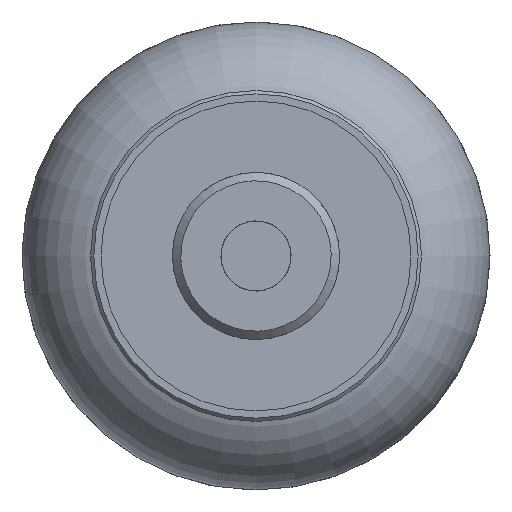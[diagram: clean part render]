
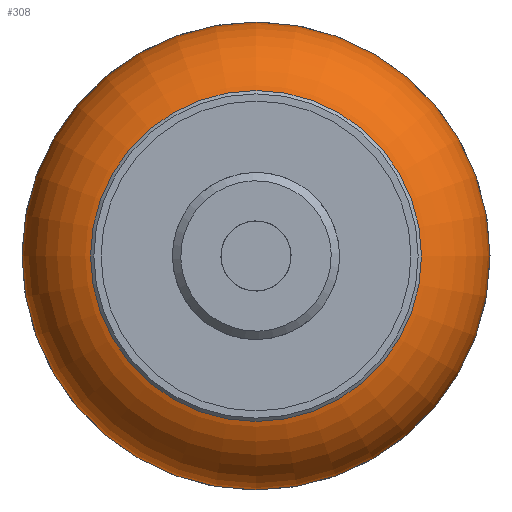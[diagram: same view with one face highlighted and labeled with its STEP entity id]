
A CAD part, left-side view. The second image highlights one B-rep face of the part: STEP entity #308.
In plain terms, the highlighted toroidal (fillet/blend) face has major radius 7.925 mm and minor radius 6.075 mm.
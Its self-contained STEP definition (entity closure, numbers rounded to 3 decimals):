
#52=TOROIDAL_SURFACE('',#352,7.925,6.075);
#67=FACE_BOUND('',#120,.T.);
#90=FACE_OUTER_BOUND('',#119,.T.);
#119=EDGE_LOOP('',(#239));
#120=EDGE_LOOP('',(#240));
#163=CIRCLE('',#351,9.268);
#164=CIRCLE('',#353,14.);
#187=VERTEX_POINT('',#544);
#188=VERTEX_POINT('',#547);
#211=EDGE_CURVE('',#187,#187,#163,.T.);
#212=EDGE_CURVE('',#188,#188,#164,.T.);
#239=ORIENTED_EDGE('',*,*,#212,.F.);
#240=ORIENTED_EDGE('',*,*,#211,.T.);
#308=ADVANCED_FACE('',(#90,#67),#52,.T.);
#351=AXIS2_PLACEMENT_3D('',#545,#423,#424);
#352=AXIS2_PLACEMENT_3D('',#546,#425,#426);
#353=AXIS2_PLACEMENT_3D('',#548,#427,#428);
#423=DIRECTION('center_axis',(1.,0.,0.));
#424=DIRECTION('ref_axis',(0.,1.,0.));
#425=DIRECTION('center_axis',(1.,0.,0.));
#426=DIRECTION('ref_axis',(0.,0.,-1.));
#427=DIRECTION('center_axis',(1.,0.,0.));
#428=DIRECTION('ref_axis',(0.,1.,0.));
#544=CARTESIAN_POINT('',(1.494,9.268,0.));
#545=CARTESIAN_POINT('Origin',(1.494,0.,0.));
#546=CARTESIAN_POINT('Origin',(7.418,0.,0.));
#547=CARTESIAN_POINT('',(7.418,14.,0.));
#548=CARTESIAN_POINT('Origin',(7.418,0.,0.));
